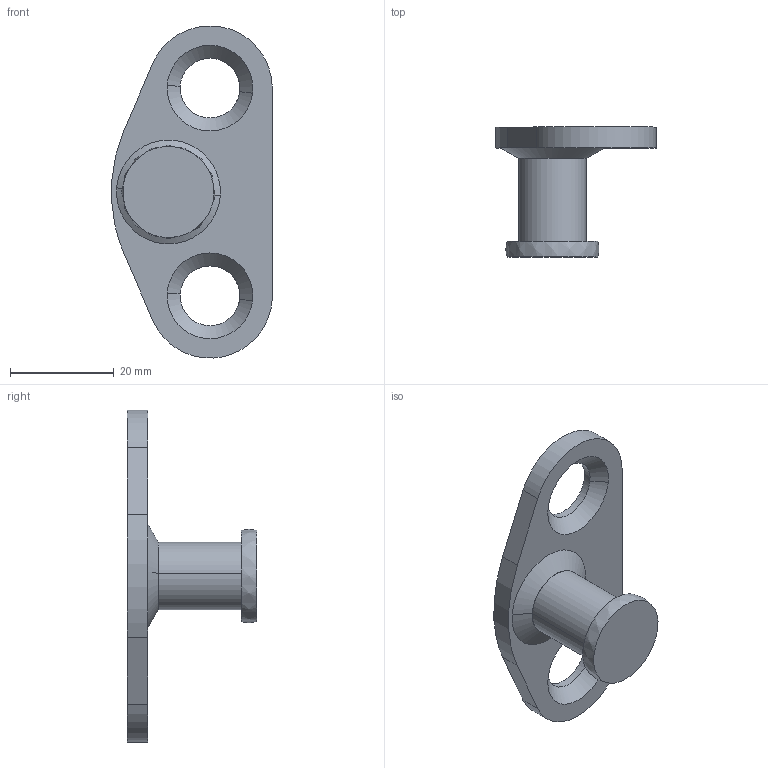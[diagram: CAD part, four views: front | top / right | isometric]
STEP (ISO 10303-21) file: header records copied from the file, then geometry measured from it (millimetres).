
FILE_DESCRIPTION((''),'2;1');
FILE_NAME('','2005-10-12T14:56:34',(''),(''),'','CADfix','');
FILE_SCHEMA(('AUTOMOTIVE_DESIGN'));
Length unit declared in the file: millimetre
Products named in the file (3): pin; base; THA_297_1_720_36
Assembly tree (2 placements, depth 2):
  THA_297_1_720_36
    pin
    base
Bounding box: 30.93 x 25 x 63.95 mm (x, y, z)
Volume: 8516.5 mm3; surface area: 5246.1 mm2
Topology: 2 solids, 2 shells, 41 faces, 136 edges, 104 vertices
Faces by surface type: bspline 41
Entity records: 1788 total; most frequent: CARTESIAN_POINT 1007, ORIENTED_EDGE 272, EDGE_CURVE 136, VERTEX_POINT 104, EDGE_LOOP 52, FACE_OUTER_BOUND 41, ADVANCED_FACE 41, QUASI_UNIFORM_CURVE 34
